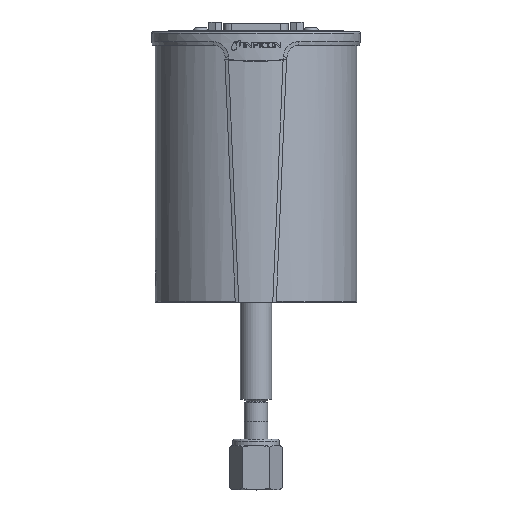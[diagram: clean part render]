
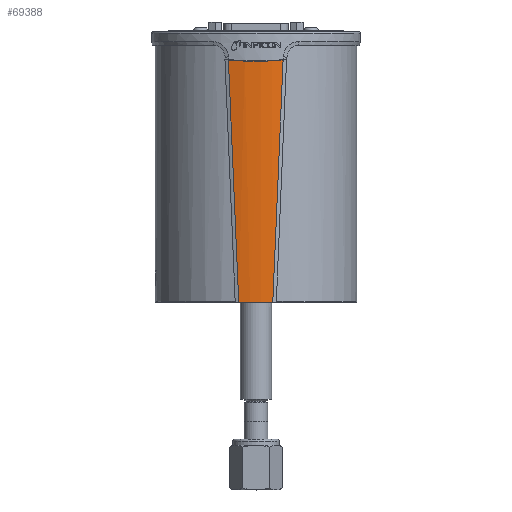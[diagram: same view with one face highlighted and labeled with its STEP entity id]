
A CAD part, top view. The second image highlights one B-rep face of the part: STEP entity #69388.
In plain terms, the highlighted cylindrical face has radius 42.5 mm (diameter 85 mm), a partial arc.
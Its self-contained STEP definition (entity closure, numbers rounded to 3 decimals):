
#575=ELLIPSE('',#73487,45.228,42.5);
#2445=B_SPLINE_CURVE_WITH_KNOTS('',3,(#101604,#101605,#101606,#101607,#101608),
 .UNSPECIFIED.,.F.,.F.,(4,1,4),(0.022,9.878,9.884),
 .UNSPECIFIED.);
#2446=B_SPLINE_CURVE_WITH_KNOTS('',3,(#101611,#101612,#101613,#101614,#101615),
 .UNSPECIFIED.,.F.,.F.,(4,1,4),(-9.906,-9.899,-0.044),
 .UNSPECIFIED.);
#7044=FACE_OUTER_BOUND('',#10713,.T.);
#10713=EDGE_LOOP('',(#47632,#47633,#47634,#47635));
#26697=CIRCLE('',#73491,42.5);
#28801=VERTEX_POINT('',#101542);
#28802=VERTEX_POINT('',#101549);
#28809=VERTEX_POINT('',#101597);
#28810=VERTEX_POINT('',#101610);
#36062=EDGE_CURVE('',#28802,#28801,#575,.F.);
#36073=EDGE_CURVE('',#28802,#28809,#2445,.T.);
#36074=EDGE_CURVE('',#28810,#28801,#2446,.T.);
#36075=EDGE_CURVE('',#28810,#28809,#26697,.T.);
#47632=ORIENTED_EDGE('',*,*,#36073,.F.);
#47633=ORIENTED_EDGE('',*,*,#36062,.T.);
#47634=ORIENTED_EDGE('',*,*,#36074,.F.);
#47635=ORIENTED_EDGE('',*,*,#36075,.T.);
#64803=CYLINDRICAL_SURFACE('',#73490,42.5);
#69388=ADVANCED_FACE('',(#7044),#64803,.T.);
#73487=AXIS2_PLACEMENT_3D('',#101550,#82087,#82088);
#73490=AXIS2_PLACEMENT_3D('',#101609,#82101,#82102);
#73491=AXIS2_PLACEMENT_3D('',#101616,#82103,#82104);
#82087=DIRECTION('center_axis',(0.,0.94,
0.342));
#82088=DIRECTION('ref_axis',(0.,-0.342,0.94));
#82101=DIRECTION('center_axis',(0.,1.,0.));
#82102=DIRECTION('ref_axis',(0.,0.,
1.));
#82103=DIRECTION('center_axis',(0.,1.,0.));
#82104=DIRECTION('ref_axis',(0.198,0.,0.98));
#101542=CARTESIAN_POINT('',(-11.232,29.781,41.016));
#101549=CARTESIAN_POINT('',(11.032,29.781,41.016));
#101550=CARTESIAN_POINT('Origin',(-0.1,44.709,0.));
#101597=CARTESIAN_POINT('',(6.823,-68.75,41.932));
#101604=CARTESIAN_POINT('Ctrl Pts',(11.032,29.781,41.016));
#101605=CARTESIAN_POINT('Ctrl Pts',(9.639,-3.048,
41.394));
#101606=CARTESIAN_POINT('Ctrl Pts',(8.237,-35.877,
41.699));
#101607=CARTESIAN_POINT('Ctrl Pts',(6.824,-68.728,
41.932));
#101608=CARTESIAN_POINT('Ctrl Pts',(6.823,-68.75,
41.932));
#101609=CARTESIAN_POINT('Origin',(-0.1,37.65,0.));
#101610=CARTESIAN_POINT('',(-7.023,-68.75,41.932));
#101611=CARTESIAN_POINT('Ctrl Pts',(-7.023,-68.75,
41.932));
#101612=CARTESIAN_POINT('Ctrl Pts',(-7.024,-68.728,
41.932));
#101613=CARTESIAN_POINT('Ctrl Pts',(-8.437,-35.875,
41.699));
#101614=CARTESIAN_POINT('Ctrl Pts',(-9.839,-3.05,
41.394));
#101615=CARTESIAN_POINT('Ctrl Pts',(-11.232,29.781,
41.016));
#101616=CARTESIAN_POINT('Origin',(-0.1,-68.75,
0.));
